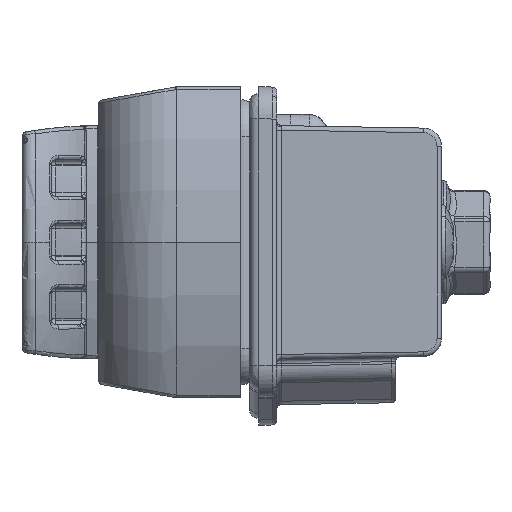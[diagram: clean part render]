
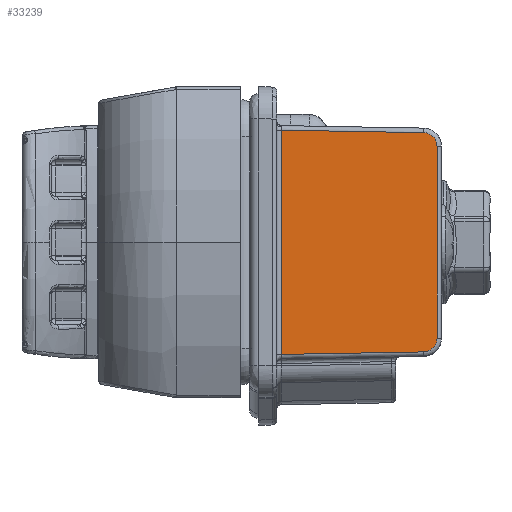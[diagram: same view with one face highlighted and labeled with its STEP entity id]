
A CAD part, left-side view. The second image highlights one B-rep face of the part: STEP entity #33239.
In plain terms, the highlighted face is planar.
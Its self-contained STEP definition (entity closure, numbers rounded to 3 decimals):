
#2064 = PLANE ( 'NONE',  #96518 ) ;
#2067 = CARTESIAN_POINT ( 'NONE',  ( -27.5, 2., -15. ) ) ;
#2085 = DIRECTION ( 'NONE',  ( -1., 0.017, 0. ) ) ;
#2086 = DIRECTION ( 'NONE',  ( -0.017, -1., 0. ) ) ;
#3496 = FACE_OUTER_BOUND ( 'NONE', #78877, .T. ) ;
#11839 = ORIENTED_EDGE ( 'NONE', *, *, #18681, .T. ) ;
#11840 = ORIENTED_EDGE ( 'NONE', *, *, #18686, .T. ) ;
#11933 = ORIENTED_EDGE ( 'NONE', *, *, #18679, .T. ) ;
#11942 = ORIENTED_EDGE ( 'NONE', *, *, #18684, .T. ) ;
#11966 = ORIENTED_EDGE ( 'NONE', *, *, #18682, .T. ) ;
#11967 = ORIENTED_EDGE ( 'NONE', *, *, #18678, .T. ) ;
#18678 = EDGE_CURVE ( 'NONE', #49177, #49156, #96035, .T. ) ;
#18679 = EDGE_CURVE ( 'NONE', #49186, #49153, #96031, .T. ) ;
#18681 = EDGE_CURVE ( 'NONE', #49153, #49247, #42204, .T. ) ;
#18682 = EDGE_CURVE ( 'NONE', #49214, #49177, #96029, .T. ) ;
#18684 = EDGE_CURVE ( 'NONE', #49247, #49214, #96040, .T. ) ;
#18686 = EDGE_CURVE ( 'NONE', #49156, #49186, #42206, .T. ) ;
#33239 = ADVANCED_FACE ( 'NONE', ( #3496 ), #2064, .T. ) ;
#42204 =( BOUNDED_CURVE ( )  B_SPLINE_CURVE ( 3, ( #75525, #75531, #75532, #75533 ),
 .UNSPECIFIED., .F., .T. ) 
 B_SPLINE_CURVE_WITH_KNOTS ( ( 4, 4 ),
 ( 3.142, 4.695 ),
 .UNSPECIFIED. ) 
 CURVE ( )  GEOMETRIC_REPRESENTATION_ITEM ( )  RATIONAL_B_SPLINE_CURVE ( ( 1., 0.809, 0.809, 1. ) ) 
 REPRESENTATION_ITEM ( '' )  );
#42206 =( BOUNDED_CURVE ( )  B_SPLINE_CURVE ( 3, ( #75528, #75539, #75540, #75541 ),
 .UNSPECIFIED., .F., .T. ) 
 B_SPLINE_CURVE_WITH_KNOTS ( ( 4, 4 ),
 ( 1.588, 3.142 ),
 .UNSPECIFIED. ) 
 CURVE ( )  GEOMETRIC_REPRESENTATION_ITEM ( )  RATIONAL_B_SPLINE_CURVE ( ( 1., 0.809, 0.809, 1. ) ) 
 REPRESENTATION_ITEM ( '' )  );
#49153 = VERTEX_POINT ( 'NONE', #94142 ) ;
#49156 = VERTEX_POINT ( 'NONE', #94148 ) ;
#49177 = VERTEX_POINT ( 'NONE', #94188 ) ;
#49186 = VERTEX_POINT ( 'NONE', #94205 ) ;
#49214 = VERTEX_POINT ( 'NONE', #94257 ) ;
#49247 = VERTEX_POINT ( 'NONE', #94319 ) ;
#75517 = CARTESIAN_POINT ( 'NONE',  ( -27.194, 19.509, -15. ) ) ;
#75525 = CARTESIAN_POINT ( 'NONE',  ( -27.194, 19.509, -10.486 ) ) ;
#75526 = CARTESIAN_POINT ( 'NONE',  ( -27.22, 18.026, 11.985 ) ) ;
#75527 = DIRECTION ( 'NONE',  ( 0.017, 1., -0.017 ) ) ;
#75528 = CARTESIAN_POINT ( 'NONE',  ( -27.22, 18.035, 11.985 ) ) ;
#75529 = DIRECTION ( 'NONE',  ( 0., 0., -1. ) ) ;
#75531 = CARTESIAN_POINT ( 'NONE',  ( -27.194, 19.509, -11.352 ) ) ;
#75532 = CARTESIAN_POINT ( 'NONE',  ( -27.205, 18.901, -11.97 ) ) ;
#75533 = CARTESIAN_POINT ( 'NONE',  ( -27.22, 18.035, -11.985 ) ) ;
#75534 = CARTESIAN_POINT ( 'NONE',  ( -27.491, 2.491, -15. ) ) ;
#75535 = DIRECTION ( 'NONE',  ( 0., 0., 1. ) ) ;
#75536 = CARTESIAN_POINT ( 'NONE',  ( -27.5, 1.991, -12.265 ) ) ;
#75537 = DIRECTION ( 'NONE',  ( -0.017, -1., -0.017 ) ) ;
#75539 = CARTESIAN_POINT ( 'NONE',  ( -27.205, 18.901, 11.97 ) ) ;
#75540 = CARTESIAN_POINT ( 'NONE',  ( -27.194, 19.509, 11.352 ) ) ;
#75541 = CARTESIAN_POINT ( 'NONE',  ( -27.194, 19.509, 10.486 ) ) ;
#78877 = EDGE_LOOP ( 'NONE', ( #11942, #11966, #11967, #11840, #11933, #11839 ) ) ;
#94142 = CARTESIAN_POINT ( 'NONE',  ( -27.194, 19.509, -10.486 ) ) ;
#94148 = CARTESIAN_POINT ( 'NONE',  ( -27.22, 18.035, 11.985 ) ) ;
#94188 = CARTESIAN_POINT ( 'NONE',  ( -27.491, 2.491, 12.257 ) ) ;
#94205 = CARTESIAN_POINT ( 'NONE',  ( -27.194, 19.509, 10.486 ) ) ;
#94257 = CARTESIAN_POINT ( 'NONE',  ( -27.491, 2.491, -12.257 ) ) ;
#94319 = CARTESIAN_POINT ( 'NONE',  ( -27.22, 18.035, -11.985 ) ) ;
#96029 = LINE ( 'NONE', #75534, #96039 ) ;
#96031 = LINE ( 'NONE', #75517, #96037 ) ;
#96035 = LINE ( 'NONE', #75526, #96036 ) ;
#96036 = VECTOR ( 'NONE', #75527, 1000. ) ;
#96037 = VECTOR ( 'NONE', #75529, 1000. ) ;
#96039 = VECTOR ( 'NONE', #75535, 1000. ) ;
#96040 = LINE ( 'NONE', #75536, #96041 ) ;
#96041 = VECTOR ( 'NONE', #75537, 1000. ) ;
#96518 = AXIS2_PLACEMENT_3D ( 'NONE', #2067, #2085, #2086 ) ;
